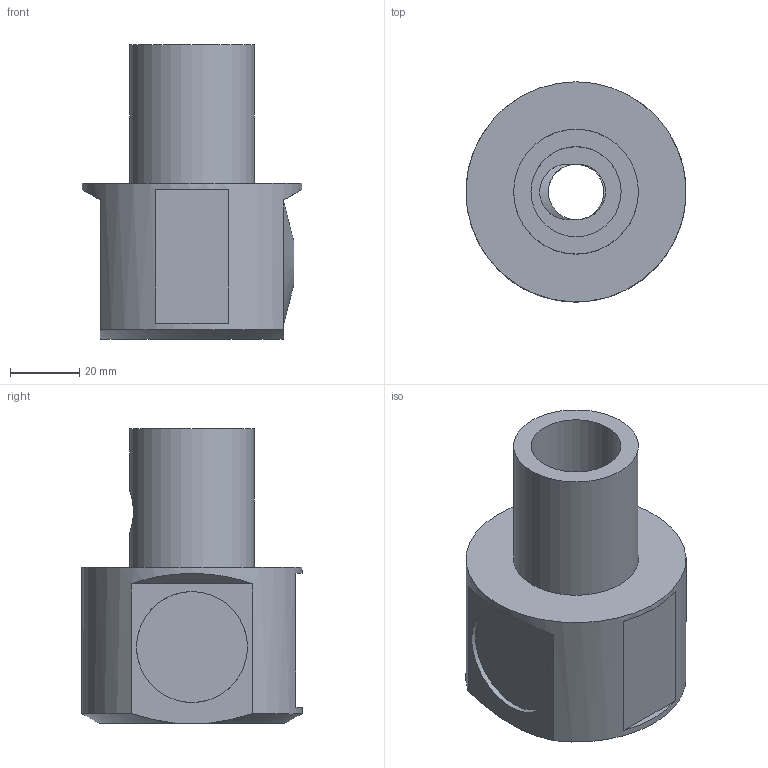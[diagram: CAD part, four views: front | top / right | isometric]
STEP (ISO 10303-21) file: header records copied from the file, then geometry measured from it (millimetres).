
FILE_DESCRIPTION((''),'1');
FILE_NAME('EWE2-54CK6.stp','2025-03-10T03:58:08',(''),(''),'Spatial Interop R21 SP3','Kubotek KeyCreator 2011 V10.0.2 (22737)',' ');
FILE_SCHEMA(('automotive_design'));
Length unit declared in the file: millimetre
Products named in the file (2): 240[2]
Bounding box: 63.46 x 63.5 x 85 mm (x, y, z)
Volume: 139628.6 mm3; surface area: 34784.5 mm2
Topology: 2 solids, 2 shells, 34 faces, 75 edges, 51 vertices
Faces by surface type: plane 20, cylinder 11, cone 3
Full cylindrical faces by diameter (mm): 12.3 x1, 16 x1, 26 x1, 32 x2, 36 x1, 63.5 x1
Entity records: 2050 total; most frequent: CARTESIAN_POINT 555, DIRECTION 144, PRESENTATION_STYLE_ASSIGNMENT 136, COLOUR_RGB 136, ORIENTED_EDGE 128, STYLED_ITEM 100, CURVE_STYLE 100, DRAUGHTING_PRE_DEFINED_CURVE_FONT 100
